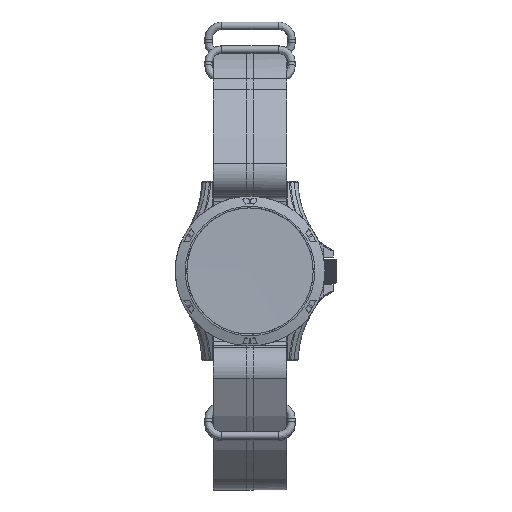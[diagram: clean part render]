
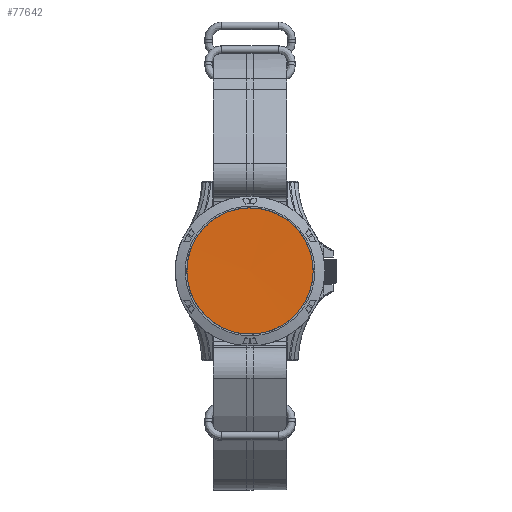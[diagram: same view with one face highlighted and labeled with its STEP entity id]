
A CAD part, top view. The second image highlights one B-rep face of the part: STEP entity #77642.
In plain terms, the highlighted free-form (B-spline) face has degree [2, 2] with [3, 3] control points.
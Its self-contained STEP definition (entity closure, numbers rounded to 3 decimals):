
#77642 = ADVANCED_FACE('',(#77643),#77657,.F.);
#77643 = FACE_BOUND('',#77644,.F.);
#77644 = EDGE_LOOP('',(#77645));
#77645 = ORIENTED_EDGE('',*,*,#77646,.T.);
#77646 = EDGE_CURVE('',#77647,#77647,#77649,.T.);
#77647 = VERTEX_POINT('',#77648);
#77648 = CARTESIAN_POINT('',(10.31,22.233,
    16.123));
#77649 = ( BOUNDED_CURVE() B_SPLINE_CURVE(2,(#77650,#77651,#77652,#77653
    ,#77654,#77655,#77656),.UNSPECIFIED.,.T.,.F.) 
B_SPLINE_CURVE_WITH_KNOTS((1,2,2,2,2,1),(-2.094,0.,
    2.094,4.189,6.283,8.378),
.UNSPECIFIED.) CURVE() GEOMETRIC_REPRESENTATION_ITEM() 
RATIONAL_B_SPLINE_CURVE((1.,0.5,1.,0.5,1.,0.5,1.)) REPRESENTATION_ITEM(
  '') );
#77650 = CARTESIAN_POINT('',(10.31,22.233,
    16.123));
#77651 = CARTESIAN_POINT('',(48.818,4.376,
    16.123));
#77652 = CARTESIAN_POINT('',(14.099,-20.045,
    16.123));
#77653 = CARTESIAN_POINT('',(-20.619,-44.466,
    16.123));
#77654 = CARTESIAN_POINT('',(-24.409,-2.188,
    16.123));
#77655 = CARTESIAN_POINT('',(-28.199,40.09,
    16.123));
#77656 = CARTESIAN_POINT('',(10.31,22.233,
    16.123));
#77657 = ( BOUNDED_SURFACE() B_SPLINE_SURFACE(2,2,(
    (#77658,#77659,#77660)
    ,(#77661,#77662,#77663)
    ,(#77664,#77665,#77666
)),.UNSPECIFIED.,.F.,.F.,.F.) B_SPLINE_SURFACE_WITH_KNOTS((3,3),(3,3),(
    4.696,4.728),(-0.016,
    0.016),.PIECEWISE_BEZIER_KNOTS.) 
GEOMETRIC_REPRESENTATION_ITEM() RATIONAL_B_SPLINE_SURFACE((
    (1.,1.,1.)
    ,(1.,1.,1.)
,(1.,1.,1.))) REPRESENTATION_ITEM('') SURFACE() );
#77658 = CARTESIAN_POINT('',(-32.757,-12.19,
    16.323));
#77659 = CARTESIAN_POINT('',(-10.452,-22.54,
    15.933));
#77660 = CARTESIAN_POINT('',(11.858,-32.879,
    16.323));
#77661 = CARTESIAN_POINT('',(-22.376,10.198,
    15.928));
#77662 = CARTESIAN_POINT('',(-0.068,-0.146,
    15.538));
#77663 = CARTESIAN_POINT('',(22.24,-10.491,
    15.928));
#77664 = CARTESIAN_POINT('',(-11.994,32.586,
    16.318));
#77665 = CARTESIAN_POINT('',(10.316,22.247,
    15.928));
#77666 = CARTESIAN_POINT('',(32.621,11.897,
    16.318));
